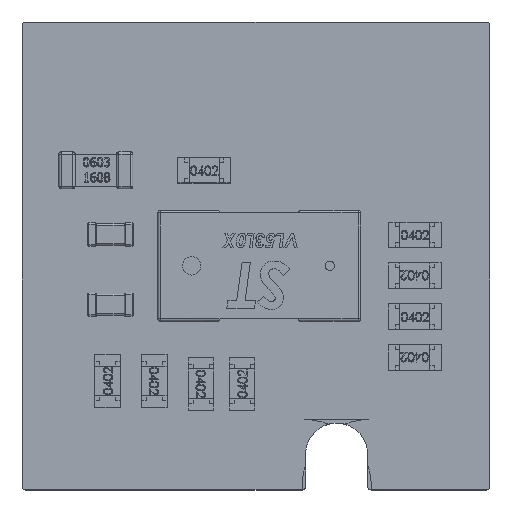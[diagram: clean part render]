
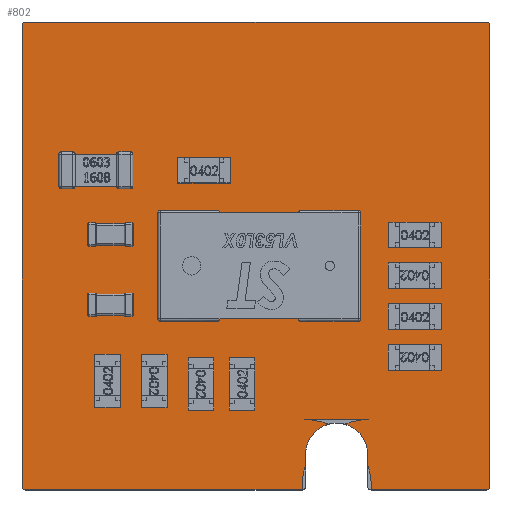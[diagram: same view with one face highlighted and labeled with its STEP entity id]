
A CAD part, top view. The second image highlights one B-rep face of the part: STEP entity #802.
In plain terms, the highlighted planar face has unit normal (0, 0, 1).
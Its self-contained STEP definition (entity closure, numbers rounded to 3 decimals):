
#137 = VERTEX_POINT('',#138);
#138 = CARTESIAN_POINT('',(0.,-0.077,1.046));
#144 = EDGE_CURVE('',#137,#145,#147,.T.);
#145 = VERTEX_POINT('',#146);
#146 = CARTESIAN_POINT('',(-0.077,0.,
    1.046));
#147 = CIRCLE('',#148,0.079);
#148 = AXIS2_PLACEMENT_3D('',#149,#150,#151);
#149 = CARTESIAN_POINT('',(0.002,0.002,
    1.046));
#150 = DIRECTION('',(0.,0.,-1.));
#151 = DIRECTION('',(-0.02,-1.,0.));
#177 = EDGE_CURVE('',#145,#178,#180,.T.);
#178 = VERTEX_POINT('',#179);
#179 = CARTESIAN_POINT('',(-0.077,10.,1.046));
#180 = LINE('',#181,#182);
#181 = CARTESIAN_POINT('',(-0.077,0.,1.046));
#182 = VECTOR('',#183,1.);
#183 = DIRECTION('',(0.,1.,0.));
#208 = EDGE_CURVE('',#178,#209,#211,.T.);
#209 = VERTEX_POINT('',#210);
#210 = CARTESIAN_POINT('',(0.,10.077,1.046)
  );
#211 = CIRCLE('',#212,0.079);
#212 = AXIS2_PLACEMENT_3D('',#213,#214,#215);
#213 = CARTESIAN_POINT('',(0.002,9.998,1.046));
#214 = DIRECTION('',(0.,0.,-1.));
#215 = DIRECTION('',(-1.,0.02,0.));
#241 = EDGE_CURVE('',#209,#242,#244,.T.);
#242 = VERTEX_POINT('',#243);
#243 = CARTESIAN_POINT('',(10.,10.077,1.046));
#244 = LINE('',#245,#246);
#245 = CARTESIAN_POINT('',(0.,10.077,1.046));
#246 = VECTOR('',#247,1.);
#247 = DIRECTION('',(1.,0.,0.));
#272 = EDGE_CURVE('',#242,#273,#275,.T.);
#273 = VERTEX_POINT('',#274);
#274 = CARTESIAN_POINT('',(10.077,10.,1.046));
#275 = CIRCLE('',#276,0.079);
#276 = AXIS2_PLACEMENT_3D('',#277,#278,#279);
#277 = CARTESIAN_POINT('',(9.998,9.998,1.046));
#278 = DIRECTION('',(0.,0.,-1.));
#279 = DIRECTION('',(0.02,1.,0.));
#305 = EDGE_CURVE('',#273,#306,#308,.T.);
#306 = VERTEX_POINT('',#307);
#307 = CARTESIAN_POINT('',(10.077,0.,1.046)
  );
#308 = LINE('',#309,#310);
#309 = CARTESIAN_POINT('',(10.077,10.,1.046));
#310 = VECTOR('',#311,1.);
#311 = DIRECTION('',(0.,-1.,0.));
#336 = EDGE_CURVE('',#306,#337,#339,.T.);
#337 = VERTEX_POINT('',#338);
#338 = CARTESIAN_POINT('',(10.,-0.077,1.046));
#339 = CIRCLE('',#340,0.079);
#340 = AXIS2_PLACEMENT_3D('',#341,#342,#343);
#341 = CARTESIAN_POINT('',(9.998,0.002,1.046));
#342 = DIRECTION('',(0.,0.,-1.));
#343 = DIRECTION('',(1.,-0.02,0.));
#369 = EDGE_CURVE('',#337,#370,#372,.T.);
#370 = VERTEX_POINT('',#371);
#371 = CARTESIAN_POINT('',(7.5,-0.077,1.046));
#372 = LINE('',#373,#374);
#373 = CARTESIAN_POINT('',(10.,-0.077,1.046));
#374 = VECTOR('',#375,1.);
#375 = DIRECTION('',(-1.,0.,0.));
#400 = EDGE_CURVE('',#370,#401,#403,.T.);
#401 = VERTEX_POINT('',#402);
#402 = CARTESIAN_POINT('',(7.498,-0.077,1.046)
  );
#403 = CIRCLE('',#404,0.079);
#404 = AXIS2_PLACEMENT_3D('',#405,#406,#407);
#405 = CARTESIAN_POINT('',(7.502,0.002,1.046));
#406 = DIRECTION('',(0.,0.,-1.));
#407 = DIRECTION('',(-0.02,-1.,0.));
#433 = EDGE_CURVE('',#401,#434,#436,.T.);
#434 = VERTEX_POINT('',#435);
#435 = CARTESIAN_POINT('',(7.423,0.466,1.046));
#436 = CIRCLE('',#437,1.45);
#437 = AXIS2_PLACEMENT_3D('',#438,#439,#440);
#438 = CARTESIAN_POINT('',(6.05,0.,1.046));
#439 = DIRECTION('',(0.,0.,1.));
#440 = DIRECTION('',(0.,-1.,0.));
#466 = EDGE_CURVE('',#434,#467,#469,.T.);
#467 = VERTEX_POINT('',#468);
#468 = CARTESIAN_POINT('',(7.423,0.7,1.046));
#469 = LINE('',#470,#471);
#470 = CARTESIAN_POINT('',(7.423,0.,1.046));
#471 = VECTOR('',#472,1.);
#472 = DIRECTION('',(0.,1.,0.));
#497 = EDGE_CURVE('',#467,#498,#500,.T.);
#498 = VERTEX_POINT('',#499);
#499 = CARTESIAN_POINT('',(6.922,1.351,1.046));
#500 = CIRCLE('',#501,0.673);
#501 = AXIS2_PLACEMENT_3D('',#502,#503,#504);
#502 = CARTESIAN_POINT('',(6.75,0.7,1.046));
#503 = DIRECTION('',(0.,0.,1.));
#504 = DIRECTION('',(1.,0.,0.));
#532 = VERTEX_POINT('',#533);
#533 = CARTESIAN_POINT('',(7.45,1.45,1.046));
#539 = EDGE_CURVE('',#532,#498,#540,.T.);
#540 = CIRCLE('',#541,1.45);
#541 = AXIS2_PLACEMENT_3D('',#542,#543,#544);
#542 = CARTESIAN_POINT('',(7.45,0.,1.046));
#543 = DIRECTION('',(0.,0.,1.));
#544 = DIRECTION('',(0.,1.,0.));
#565 = VERTEX_POINT('',#566);
#566 = CARTESIAN_POINT('',(6.05,1.45,1.046));
#572 = EDGE_CURVE('',#565,#532,#573,.T.);
#573 = LINE('',#574,#575);
#574 = CARTESIAN_POINT('',(6.05,1.45,1.046));
#575 = VECTOR('',#576,1.);
#576 = DIRECTION('',(1.,0.,0.));
#596 = VERTEX_POINT('',#597);
#597 = CARTESIAN_POINT('',(6.578,1.351,1.046));
#603 = EDGE_CURVE('',#596,#565,#604,.T.);
#604 = CIRCLE('',#605,1.45);
#605 = AXIS2_PLACEMENT_3D('',#606,#607,#608);
#606 = CARTESIAN_POINT('',(6.05,0.,1.046));
#607 = DIRECTION('',(0.,0.,1.));
#608 = DIRECTION('',(0.,-1.,0.));
#627 = EDGE_CURVE('',#596,#628,#630,.T.);
#628 = VERTEX_POINT('',#629);
#629 = CARTESIAN_POINT('',(6.077,0.7,1.046));
#630 = CIRCLE('',#631,0.673);
#631 = AXIS2_PLACEMENT_3D('',#632,#633,#634);
#632 = CARTESIAN_POINT('',(6.75,0.7,1.046));
#633 = DIRECTION('',(0.,0.,1.));
#634 = DIRECTION('',(1.,0.,0.));
#660 = EDGE_CURVE('',#628,#661,#663,.T.);
#661 = VERTEX_POINT('',#662);
#662 = CARTESIAN_POINT('',(6.077,0.466,1.046));
#663 = LINE('',#664,#665);
#664 = CARTESIAN_POINT('',(6.077,0.7,1.046));
#665 = VECTOR('',#666,1.);
#666 = DIRECTION('',(0.,-1.,0.));
#691 = EDGE_CURVE('',#661,#692,#694,.T.);
#692 = VERTEX_POINT('',#693);
#693 = CARTESIAN_POINT('',(6.002,-0.077,1.046));
#694 = CIRCLE('',#695,1.45);
#695 = AXIS2_PLACEMENT_3D('',#696,#697,#698);
#696 = CARTESIAN_POINT('',(7.45,0.,1.046));
#697 = DIRECTION('',(0.,0.,1.));
#698 = DIRECTION('',(0.,1.,0.));
#724 = EDGE_CURVE('',#692,#725,#727,.T.);
#725 = VERTEX_POINT('',#726);
#726 = CARTESIAN_POINT('',(6.,-0.077,1.046));
#727 = CIRCLE('',#728,0.079);
#728 = AXIS2_PLACEMENT_3D('',#729,#730,#731);
#729 = CARTESIAN_POINT('',(5.998,0.002,1.046));
#730 = DIRECTION('',(0.,0.,-1.));
#731 = DIRECTION('',(1.,-0.02,0.));
#757 = EDGE_CURVE('',#725,#137,#758,.T.);
#758 = LINE('',#759,#760);
#759 = CARTESIAN_POINT('',(6.,-0.077,1.046));
#760 = VECTOR('',#761,1.);
#761 = DIRECTION('',(-1.,0.,0.));
#802 = ADVANCED_FACE('',(#803),#825,.T.);
#803 = FACE_BOUND('',#804,.T.);
#804 = EDGE_LOOP('',(#805,#806,#807,#808,#809,#810,#811,#812,#813,#814,
    #815,#816,#817,#818,#819,#820,#821,#822,#823,#824));
#805 = ORIENTED_EDGE('',*,*,#144,.F.);
#806 = ORIENTED_EDGE('',*,*,#757,.F.);
#807 = ORIENTED_EDGE('',*,*,#724,.F.);
#808 = ORIENTED_EDGE('',*,*,#691,.F.);
#809 = ORIENTED_EDGE('',*,*,#660,.F.);
#810 = ORIENTED_EDGE('',*,*,#627,.F.);
#811 = ORIENTED_EDGE('',*,*,#603,.T.);
#812 = ORIENTED_EDGE('',*,*,#572,.T.);
#813 = ORIENTED_EDGE('',*,*,#539,.T.);
#814 = ORIENTED_EDGE('',*,*,#497,.F.);
#815 = ORIENTED_EDGE('',*,*,#466,.F.);
#816 = ORIENTED_EDGE('',*,*,#433,.F.);
#817 = ORIENTED_EDGE('',*,*,#400,.F.);
#818 = ORIENTED_EDGE('',*,*,#369,.F.);
#819 = ORIENTED_EDGE('',*,*,#336,.F.);
#820 = ORIENTED_EDGE('',*,*,#305,.F.);
#821 = ORIENTED_EDGE('',*,*,#272,.F.);
#822 = ORIENTED_EDGE('',*,*,#241,.F.);
#823 = ORIENTED_EDGE('',*,*,#208,.F.);
#824 = ORIENTED_EDGE('',*,*,#177,.F.);
#825 = PLANE('',#826);
#826 = AXIS2_PLACEMENT_3D('',#827,#828,#829);
#827 = CARTESIAN_POINT('',(0.,-0.077,1.046));
#828 = DIRECTION('',(0.,0.,1.));
#829 = DIRECTION('',(1.,0.,0.));
